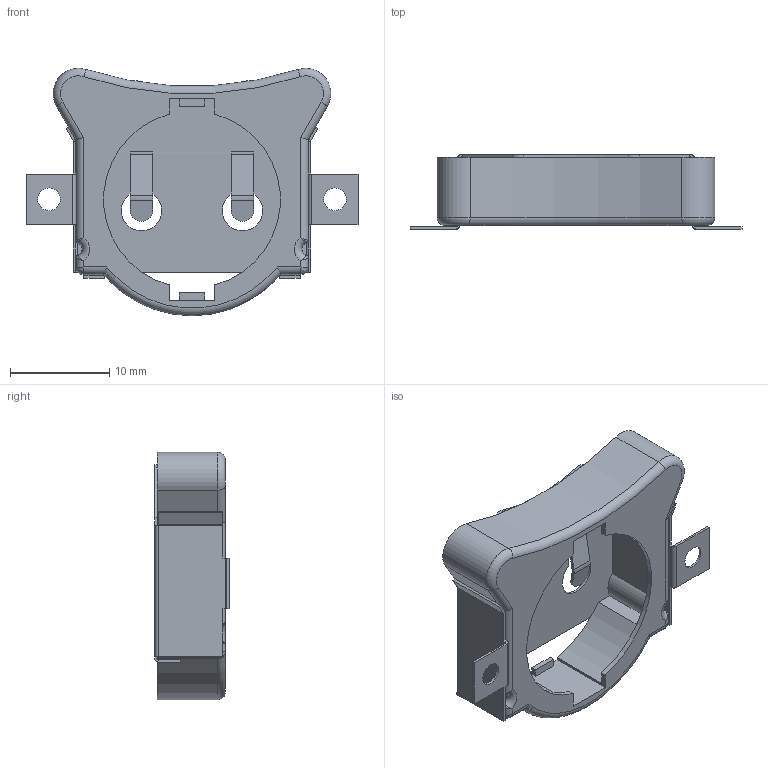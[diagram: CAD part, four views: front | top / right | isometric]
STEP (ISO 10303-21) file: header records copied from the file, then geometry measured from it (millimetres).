
FILE_DESCRIPTION(/* description */ (''),/* implementation_level */ '2;1');
FILE_NAME(/* name */ 'Battery Holder - CR2032 x2 - BHX2-2032-SM v2.step',/* time_stamp */ '2022-10-05T09:12:03+01:00',/* author */ (''),/* organization */ (''),/* preprocessor_version */ 'ST-DEVELOPER v19',/* originating_system */ 'Autodesk Translation Framework v11.7.0.108',/* authorisation */ '');
FILE_SCHEMA (('AUTOMOTIVE_DESIGN { 1 0 10303 214 3 1 1 }'));
Length unit declared in the file: millimetre
Products named in the file (3): Battery Holder - CR2032 x2 - BHX2-2032-SM; BHX2-2032-SM sheetmetal; BHX2-2032-SM insulator
Assembly tree (2 placements, depth 2):
  Battery Holder - CR2032 x2 - BHX2-2032-SM
    BHX2-2032-SM sheetmetal
    BHX2-2032-SM insulator
Bounding box: 33.4 x 7.49 x 24.89 mm (x, y, z)
Volume: 1152.8 mm3; surface area: 3100.8 mm2
Topology: 2 solids, 2 shells, 206 faces, 502 edges, 294 vertices
Faces by surface type: plane 131, cylinder 63, torus 6, bspline 6
Full cylindrical faces by diameter (mm): 2.286 x2
Entity records: 6559 total; most frequent: CARTESIAN_POINT 1673, DIRECTION 1000, ORIENTED_EDGE 992, EDGE_CURVE 496, LINE 360, VECTOR 360, AXIS2_PLACEMENT_3D 320, VERTEX_POINT 294
